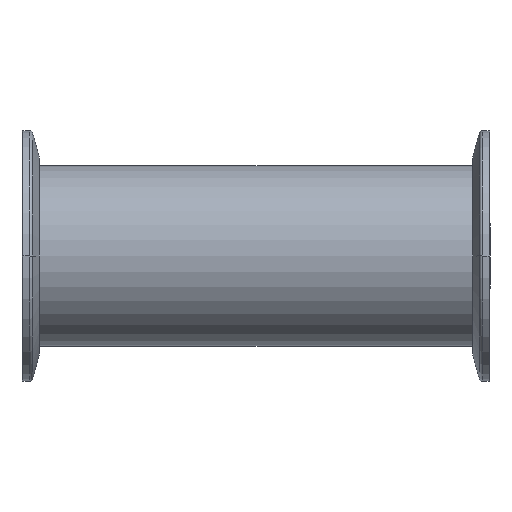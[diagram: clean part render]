
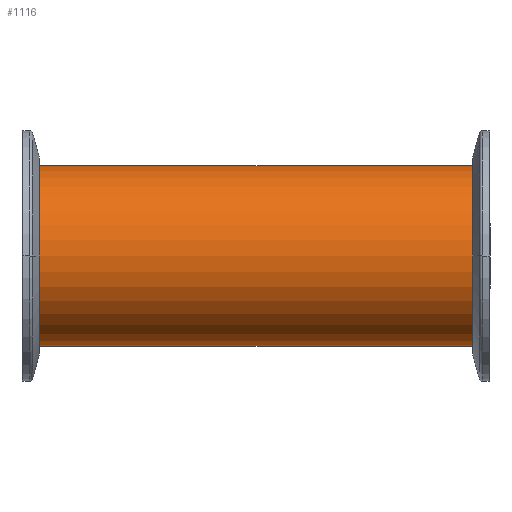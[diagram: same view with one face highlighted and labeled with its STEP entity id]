
A CAD part, front view. The second image highlights one B-rep face of the part: STEP entity #1116.
In plain terms, the highlighted cylindrical face has radius 27 mm (diameter 54 mm), a partial arc.
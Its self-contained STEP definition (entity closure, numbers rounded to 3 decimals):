
#27 = ORIENTED_EDGE ( 'NONE', *, *, #1572, .T. ) ;
#64 = VERTEX_POINT ( 'NONE', #1319 ) ;
#78 = DIRECTION ( 'NONE',  ( 1., 0., 0. ) ) ;
#137 = CARTESIAN_POINT ( 'NONE',  ( 66.5, 0., -27. ) ) ;
#173 = DIRECTION ( 'NONE',  ( 0., 0., 1. ) ) ;
#185 = VERTEX_POINT ( 'NONE', #1452 ) ;
#219 = ORIENTED_EDGE ( 'NONE', *, *, #1277, .T. ) ;
#256 = DIRECTION ( 'NONE',  ( -1., 0., 0. ) ) ;
#272 = DIRECTION ( 'NONE',  ( 1., 0., 0. ) ) ;
#288 = VECTOR ( 'NONE', #256, 1000. ) ;
#386 = DIRECTION ( 'NONE',  ( 0., 0., -1. ) ) ;
#395 = DIRECTION ( 'NONE',  ( -1., 0., 0. ) ) ;
#425 = CIRCLE ( 'NONE', #1120, 27. ) ;
#466 = VECTOR ( 'NONE', #395, 1000. ) ;
#506 = CARTESIAN_POINT ( 'NONE',  ( 66.5, 0., 27. ) ) ;
#521 = DIRECTION ( 'NONE',  ( -1., 0., 0. ) ) ;
#532 = AXIS2_PLACEMENT_3D ( 'NONE', #1450, #521, #173 ) ;
#537 = CARTESIAN_POINT ( 'NONE',  ( 66.5, 0., -27. ) ) ;
#554 = ORIENTED_EDGE ( 'NONE', *, *, #1416, .F. ) ;
#573 = ORIENTED_EDGE ( 'NONE', *, *, #1109, .F. ) ;
#731 = VERTEX_POINT ( 'NONE', #756 ) ;
#756 = CARTESIAN_POINT ( 'NONE',  ( -66.5, 0., 27. ) ) ;
#841 = CARTESIAN_POINT ( 'NONE',  ( 66.5, 0., 0. ) ) ;
#965 = FACE_OUTER_BOUND ( 'NONE', #1254, .T. ) ;
#1032 = CARTESIAN_POINT ( 'NONE',  ( -66.5, 0., 0. ) ) ;
#1109 = EDGE_CURVE ( 'NONE', #64, #1369, #425, .T. ) ;
#1116 = ADVANCED_FACE ( 'NONE', ( #965 ), #1266, .T. ) ;
#1120 = AXIS2_PLACEMENT_3D ( 'NONE', #841, #78, #386 ) ;
#1165 = DIRECTION ( 'NONE',  ( 0., 0., -1. ) ) ;
#1210 = AXIS2_PLACEMENT_3D ( 'NONE', #1032, #272, #1165 ) ;
#1254 = EDGE_LOOP ( 'NONE', ( #554, #573, #219, #27 ) ) ;
#1266 = CYLINDRICAL_SURFACE ( 'NONE', #532, 27. ) ;
#1277 = EDGE_CURVE ( 'NONE', #64, #731, #1282, .T. ) ;
#1279 = CIRCLE ( 'NONE', #1210, 27. ) ;
#1282 = LINE ( 'NONE', #506, #466 ) ;
#1319 = CARTESIAN_POINT ( 'NONE',  ( 66.5, 0., 27. ) ) ;
#1355 = LINE ( 'NONE', #537, #288 ) ;
#1369 = VERTEX_POINT ( 'NONE', #137 ) ;
#1416 = EDGE_CURVE ( 'NONE', #1369, #185, #1355, .T. ) ;
#1450 = CARTESIAN_POINT ( 'NONE',  ( 66.5, 0., 0. ) ) ;
#1452 = CARTESIAN_POINT ( 'NONE',  ( -66.5, 0., -27. ) ) ;
#1572 = EDGE_CURVE ( 'NONE', #731, #185, #1279, .T. ) ;
